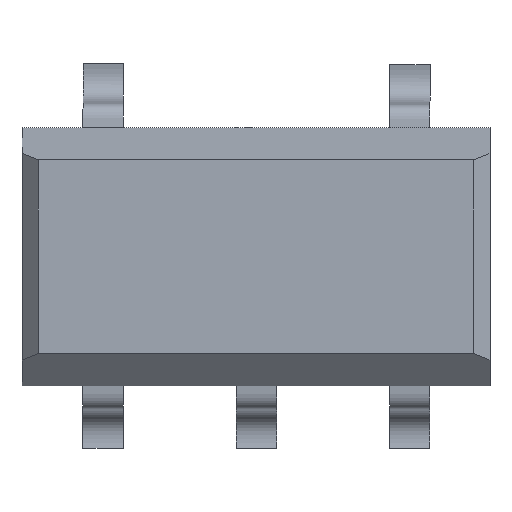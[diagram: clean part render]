
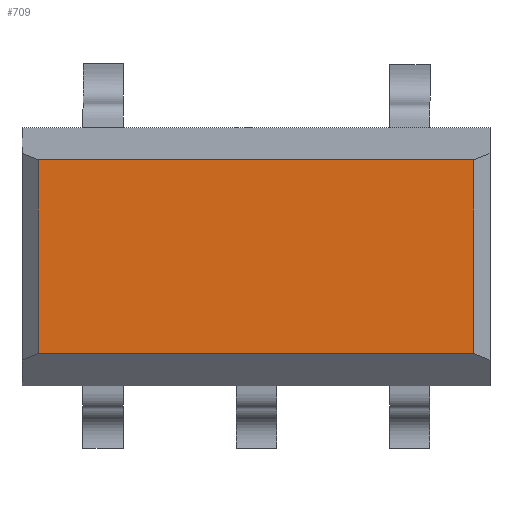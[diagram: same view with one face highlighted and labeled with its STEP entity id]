
A CAD part, top view. The second image highlights one B-rep face of the part: STEP entity #709.
In plain terms, the highlighted planar face has unit normal (0, 0, 1).
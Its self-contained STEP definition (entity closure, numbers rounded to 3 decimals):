
#63=FACE_OUTER_BOUND('',#108,.T.);
#108=EDGE_LOOP('',(#506,#507,#508,#509));
#146=LINE('',#957,#225);
#154=LINE('',#973,#233);
#158=LINE('',#981,#237);
#168=LINE('',#1000,#247);
#225=VECTOR('',#805,10.);
#233=VECTOR('',#817,10.);
#237=VECTOR('',#823,10.);
#247=VECTOR('',#843,10.);
#304=VERTEX_POINT('',#954);
#305=VERTEX_POINT('',#956);
#311=VERTEX_POINT('',#972);
#314=VERTEX_POINT('',#980);
#370=EDGE_CURVE('',#304,#305,#146,.T.);
#378=EDGE_CURVE('',#305,#311,#154,.T.);
#382=EDGE_CURVE('',#311,#314,#158,.T.);
#392=EDGE_CURVE('',#314,#304,#168,.T.);
#506=ORIENTED_EDGE('',*,*,#370,.F.);
#507=ORIENTED_EDGE('',*,*,#392,.F.);
#508=ORIENTED_EDGE('',*,*,#382,.F.);
#509=ORIENTED_EDGE('',*,*,#378,.F.);
#674=PLANE('',#773);
#709=ADVANCED_FACE('',(#63),#674,.T.);
#773=AXIS2_PLACEMENT_3D('',#999,#841,#842);
#805=DIRECTION('',(0.,1.,0.));
#817=DIRECTION('',(1.,0.,0.));
#823=DIRECTION('',(0.,-1.,0.));
#841=DIRECTION('center_axis',(0.,0.,1.));
#842=DIRECTION('ref_axis',(1.,0.,0.));
#843=DIRECTION('',(-1.,0.,0.));
#954=CARTESIAN_POINT('',(15.1,23.6,1.1));
#956=CARTESIAN_POINT('',(15.1,24.8,1.1));
#957=CARTESIAN_POINT('',(15.1,24.6,1.1));
#972=CARTESIAN_POINT('',(17.8,24.8,1.1));
#973=CARTESIAN_POINT('',(17.175,24.8,1.1));
#980=CARTESIAN_POINT('',(17.8,23.6,1.1));
#981=CARTESIAN_POINT('',(17.8,23.8,1.1));
#999=CARTESIAN_POINT('Origin',(16.45,24.2,1.1));
#1000=CARTESIAN_POINT('',(15.725,23.6,1.1));
